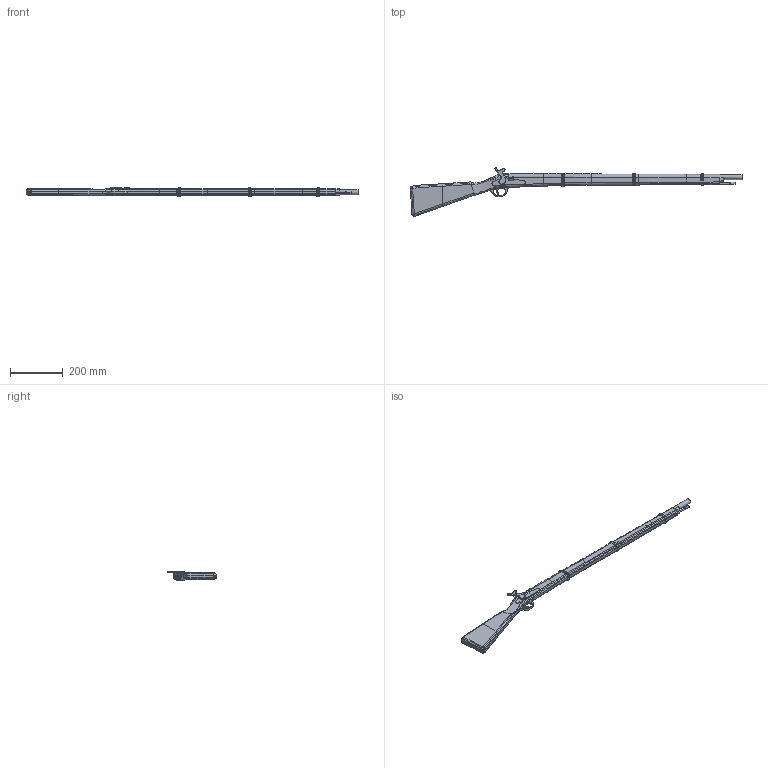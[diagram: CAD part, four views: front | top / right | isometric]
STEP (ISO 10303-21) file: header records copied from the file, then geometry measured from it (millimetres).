
FILE_DESCRIPTION(/* description */ (''),/* implementation_level */ '2;1');
FILE_NAME(/* name */ 'Enfield_Rifle_Musket_mk1 v8.step',/* time_stamp */ '2025-12-24T17:08:27+09:00',/* author */ (''),/* organization */ (''),/* preprocessor_version */ 'ST-DEVELOPER v20.1',/* originating_system */ 'Autodesk Translation Framework v14.21.0.0',/* authorisation */ '');
FILE_SCHEMA (('AUTOMOTIVE_DESIGN { 1 0 10303 214 3 1 1 }'));
Length unit declared in the file: millimetre
Products named in the file (9): Enfield_Rifle_Musket; barrel; stock; rod; ring; ring2; ring3; ts; trigger
Assembly tree (8 placements, depth 2):
  Enfield_Rifle_Musket
    barrel
    stock
    rod
    ring
    ring2
    ring3
    ts
    trigger
Bounding box: 1253.8 x 183.1 x 36 mm (x, y, z)
Volume: 1525088.3 mm3; surface area: 297509.3 mm2
Topology: 21 solids, 21 shells, 768 faces, 1833 edges, 1117 vertices
Faces by surface type: bspline 275, plane 218, cylinder 204, torus 47, cone 18, sphere 6
Full cylindrical faces by diameter (mm): 6.4 x1, 6.5 x3, 9 x1, 9.8 x1, 14.66 x1
Entity records: 32539 total; most frequent: CARTESIAN_POINT 15927, ORIENTED_EDGE 3666, DIRECTION 2938, EDGE_CURVE 1833, VERTEX_POINT 1117, AXIS2_PLACEMENT_3D 1095, EDGE_LOOP 792, FACE_OUTER_BOUND 768
